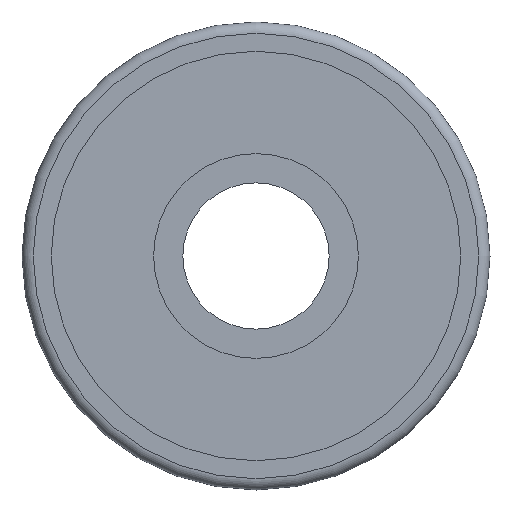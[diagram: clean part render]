
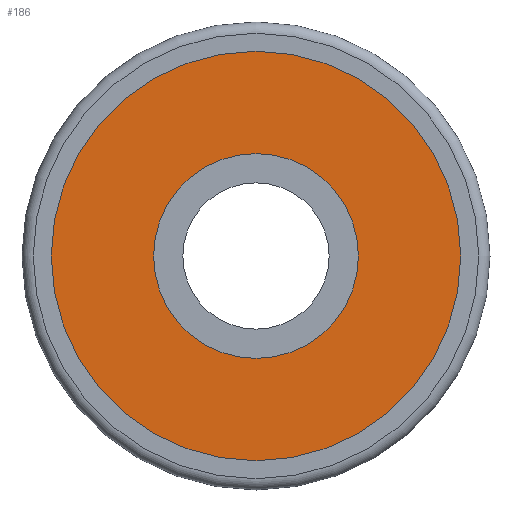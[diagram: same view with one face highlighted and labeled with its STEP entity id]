
A CAD part, front view. The second image highlights one B-rep face of the part: STEP entity #186.
In plain terms, the highlighted planar face has unit normal (0, -1, 0).
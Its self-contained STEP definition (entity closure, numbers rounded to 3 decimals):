
#23=FACE_BOUND($,#64,.T.);
#35=PLANE($,#212);
#44=FACE_OUTER_BOUND($,#63,.T.);
#63=EDGE_LOOP($,(#95));
#64=EDGE_LOOP($,(#96));
#95=ORIENTED_EDGE($,*,*,#122,.T.);
#96=ORIENTED_EDGE($,*,*,#121,.F.);
#121=EDGE_CURVE($,#136,#136,#152,.T.);
#122=EDGE_CURVE($,#137,#137,#153,.T.);
#136=VERTEX_POINT($,#312);
#137=VERTEX_POINT($,#315);
#152=CIRCLE($,#211,3.5);
#153=CIRCLE($,#213,7.);
#186=ADVANCED_FACE($,(#44,#23),#35,.T.);
#211=AXIS2_PLACEMENT_3D($,#313,#255,#256);
#212=AXIS2_PLACEMENT_3D($,#314,#257,#258);
#213=AXIS2_PLACEMENT_3D($,#316,#259,#260);
#255=DIRECTION('center_axis',(0.,-1.,0.));
#256=DIRECTION('ref_axis',(1.,0.,0.));
#257=DIRECTION('center_axis',(0.,-1.,0.));
#258=DIRECTION('ref_axis',(0.,0.,-1.));
#259=DIRECTION('center_axis',(0.,-1.,0.));
#260=DIRECTION('ref_axis',(1.,0.,0.));
#312=CARTESIAN_POINT('',(-3.5,-2.,0.));
#313=CARTESIAN_POINT('Origin',(0.,-2.,0.));
#314=CARTESIAN_POINT('Origin',(0.,-2.,0.));
#315=CARTESIAN_POINT('',(-7.,-2.,0.));
#316=CARTESIAN_POINT('Origin',(0.,-2.,0.));
